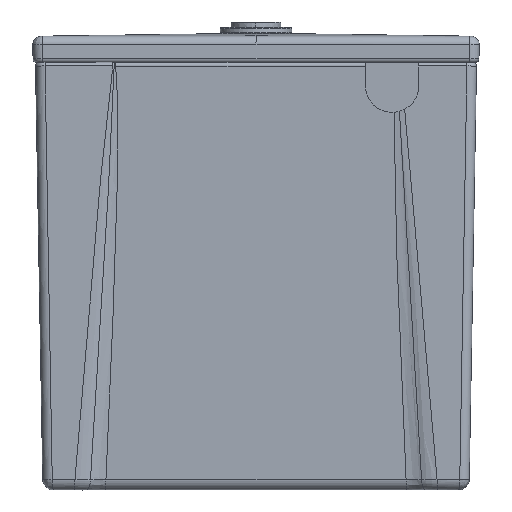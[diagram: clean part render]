
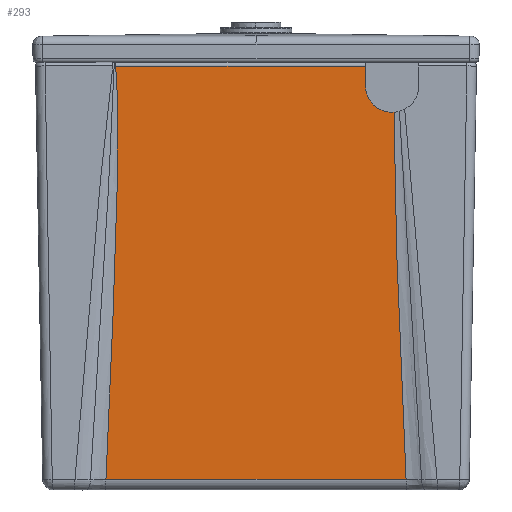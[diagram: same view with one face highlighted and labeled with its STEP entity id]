
A CAD part, left-side view. The second image highlights one B-rep face of the part: STEP entity #293.
In plain terms, the highlighted planar face has unit normal (1, 0, 0.017).
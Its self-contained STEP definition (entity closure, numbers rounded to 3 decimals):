
#10=ELLIPSE('',#7646,1752.239,29.775);
#11=ELLIPSE('',#7648,22.503,22.5);
#23=PLANE('',#7647);
#123=B_SPLINE_CURVE_WITH_KNOTS('',3,(#4261,#5111,#5112,#5113,#5114,#5115,#5116,#5117,#5109),.UNSPECIFIED.,.F.,.U.,(4,1,1,1,1,1,4),(0.,0.167,0.333,0.5,0.667,0.833,1.),.UNSPECIFIED.);
#293=ADVANCED_FACE('extract',(#405),#23,.T.);
#405=FACE_OUTER_BOUND('',#1870,.T.);
#569=VECTOR('',#7813,252.708);
#578=VECTOR('',#7793,210.287);
#579=VECTOR('',#7855,16.448);
#650=LINE('',#4254,#569);
#658=LINE('',#5107,#578);
#659=LINE('',#5107,#579);
#1001=ORIENTED_EDGE('',*,*,#1385,.F.);
#1002=ORIENTED_EDGE('',*,*,#1413,.F.);
#1003=ORIENTED_EDGE('',*,*,#1414,.F.);
#1004=ORIENTED_EDGE('',*,*,#1415,.T.);
#1005=ORIENTED_EDGE('',*,*,#1416,.T.);
#1006=ORIENTED_EDGE('',*,*,#1417,.F.);
#1385=EDGE_CURVE('171',#1722,#1723,#650,.T.);
#1413=EDGE_CURVE('199',#1738,#1722,#10,.T.);
#1414=EDGE_CURVE('200',#1739,#1738,#658,.T.);
#1415=EDGE_CURVE('201',#1739,#1740,#659,.T.);
#1416=EDGE_CURVE('202',#1740,#1741,#11,.T.);
#1417=EDGE_CURVE('203',#1723,#1741,#123,.T.);
#1722=VERTEX_POINT('126',#4254);
#1723=VERTEX_POINT('127',#4261);
#1738=VERTEX_POINT('142',#5103);
#1739=VERTEX_POINT('143',#5107);
#1740=VERTEX_POINT('144',#5108);
#1741=VERTEX_POINT('145',#5109);
#1870=EDGE_LOOP('',(#1001,#1002,#1003,#1004,#1005,#1006));
#4254=CARTESIAN_POINT('',(5.931,126.354,16.848));
#4261=CARTESIAN_POINT('',(5.931,-126.354,16.848));
#5103=CARTESIAN_POINT('',(0.043,118.159,364.949));
#5105=CARTESIAN_POINT('',(29.55,241.831,-1379.482));
#5106=CARTESIAN_POINT('',(0.034,-126.854,365.449));
#5107=CARTESIAN_POINT('',(0.043,-92.128,364.949));
#5108=CARTESIAN_POINT('',(0.321,-92.128,348.504));
#5109=CARTESIAN_POINT('',(0.701,-116.191,326.054));
#5110=CARTESIAN_POINT('',(0.321,-114.628,348.5));
#5111=CARTESIAN_POINT('',(5.542,-125.269,39.859));
#5112=CARTESIAN_POINT('',(4.798,-123.268,83.798));
#5113=CARTESIAN_POINT('',(3.793,-120.785,143.205));
#5114=CARTESIAN_POINT('',(2.886,-118.791,196.845));
#5115=CARTESIAN_POINT('',(2.071,-117.292,245.055));
#5116=CARTESIAN_POINT('',(1.338,-116.326,288.351));
#5117=CARTESIAN_POINT('',(0.904,-116.113,314.024));
#7646=AXIS2_PLACEMENT_3D('',#5105,#7853,#7854);
#7647=AXIS2_PLACEMENT_3D('',#5106,#7853,#7855);
#7648=AXIS2_PLACEMENT_3D('',#5110,#7824,#7856);
#7793=DIRECTION('',(0.,1.,0.));
#7813=DIRECTION('',(0.,-1.,0.));
#7824=DIRECTION('',(-1.,0.,-0.017));
#7853=DIRECTION('',(1.,0.,0.017));
#7854=DIRECTION('',(-0.017,-0.07,0.997));
#7855=DIRECTION('',(0.017,0.,-1.));
#7856=DIRECTION('',(-0.017,0.,1.));
